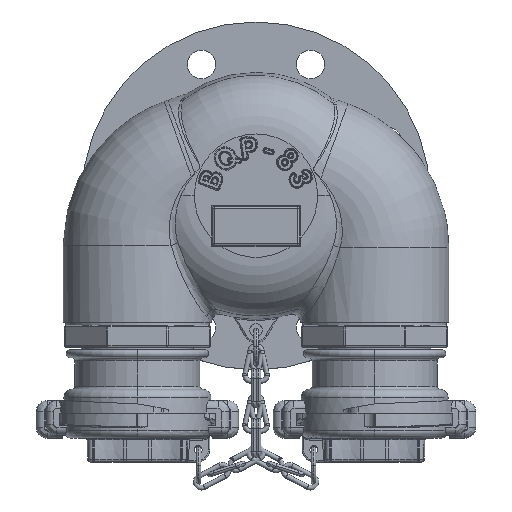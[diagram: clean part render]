
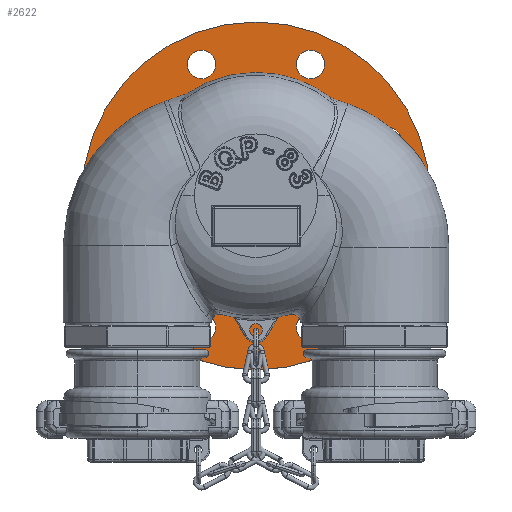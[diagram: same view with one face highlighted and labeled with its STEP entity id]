
A CAD part, top view. The second image highlights one B-rep face of the part: STEP entity #2622.
In plain terms, the highlighted planar face has unit normal (0, 0, 1).
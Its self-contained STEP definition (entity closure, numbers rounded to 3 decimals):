
#2622=ADVANCED_FACE('',(#4332,#4333,#4334,#4335,#4336,#4337,#4338,#4339,#4340,#4341),#4342,.T.);
#4332=FACE_BOUND('',#10338,.T.);
#4333=FACE_BOUND('',#10339,.T.);
#4334=FACE_BOUND('',#10340,.T.);
#4335=FACE_BOUND('',#10341,.T.);
#4336=FACE_BOUND('',#10342,.T.);
#4337=FACE_BOUND('',#10343,.T.);
#4338=FACE_BOUND('',#10344,.T.);
#4339=FACE_BOUND('',#10345,.T.);
#4340=FACE_BOUND('',#10346,.T.);
#4341=FACE_OUTER_BOUND('',#10347,.T.);
#4342=PLANE('',#10348);
#10338=EDGE_LOOP('',(#29233,#29234));
#10339=EDGE_LOOP('',(#29235,#29236));
#10340=EDGE_LOOP('',(#29237,#29238));
#10341=EDGE_LOOP('',(#29239,#29240));
#10342=EDGE_LOOP('',(#29241,#29242));
#10343=EDGE_LOOP('',(#29243,#29244));
#10344=EDGE_LOOP('',(#29245,#29246));
#10345=EDGE_LOOP('',(#29247,#29248));
#10346=EDGE_LOOP('',(#29249,#29250));
#10347=EDGE_LOOP('',(#29251,#29252));
#10348=AXIS2_PLACEMENT_3D('',#29253,#29254,#29255);
#29233=ORIENTED_EDGE('',*,*,#40156,.F.);
#29234=ORIENTED_EDGE('',*,*,#40157,.F.);
#29235=ORIENTED_EDGE('',*,*,#40158,.F.);
#29236=ORIENTED_EDGE('',*,*,#40159,.F.);
#29237=ORIENTED_EDGE('',*,*,#40160,.F.);
#29238=ORIENTED_EDGE('',*,*,#40161,.F.);
#29239=ORIENTED_EDGE('',*,*,#40162,.F.);
#29240=ORIENTED_EDGE('',*,*,#40163,.F.);
#29241=ORIENTED_EDGE('',*,*,#40164,.F.);
#29242=ORIENTED_EDGE('',*,*,#40165,.F.);
#29243=ORIENTED_EDGE('',*,*,#40166,.F.);
#29244=ORIENTED_EDGE('',*,*,#40167,.F.);
#29245=ORIENTED_EDGE('',*,*,#40168,.F.);
#29246=ORIENTED_EDGE('',*,*,#40169,.F.);
#29247=ORIENTED_EDGE('',*,*,#40170,.F.);
#29248=ORIENTED_EDGE('',*,*,#40171,.F.);
#29249=ORIENTED_EDGE('',*,*,#40172,.T.);
#29250=ORIENTED_EDGE('',*,*,#40173,.T.);
#29251=ORIENTED_EDGE('',*,*,#40174,.T.);
#29252=ORIENTED_EDGE('',*,*,#40155,.T.);
#29253=CARTESIAN_POINT('',(0.0,0.0,20.0));
#29254=DIRECTION('',(0.0,0.0,1.0));
#29255=DIRECTION('',(1.0,0.0,0.0));
#40155=EDGE_CURVE('',#44035,#44039,#44041,.T.);
#40156=EDGE_CURVE('',#44042,#44043,#44044,.T.);
#40157=EDGE_CURVE('',#44043,#44042,#44045,.T.);
#40158=EDGE_CURVE('',#44046,#44047,#44048,.T.);
#40159=EDGE_CURVE('',#44047,#44046,#44049,.T.);
#40160=EDGE_CURVE('',#44050,#44051,#44052,.T.);
#40161=EDGE_CURVE('',#44051,#44050,#44053,.T.);
#40162=EDGE_CURVE('',#44054,#44055,#44056,.T.);
#40163=EDGE_CURVE('',#44055,#44054,#44057,.T.);
#40164=EDGE_CURVE('',#44058,#44059,#44060,.T.);
#40165=EDGE_CURVE('',#44059,#44058,#44061,.T.);
#40166=EDGE_CURVE('',#44062,#44063,#44064,.T.);
#40167=EDGE_CURVE('',#44063,#44062,#44065,.T.);
#40168=EDGE_CURVE('',#44066,#44067,#44068,.T.);
#40169=EDGE_CURVE('',#44067,#44066,#44069,.T.);
#40170=EDGE_CURVE('',#44070,#44071,#44072,.T.);
#40171=EDGE_CURVE('',#44071,#44070,#44073,.T.);
#40172=EDGE_CURVE('',#44074,#44075,#44076,.T.);
#40173=EDGE_CURVE('',#44075,#44074,#44077,.T.);
#40174=EDGE_CURVE('',#44039,#44035,#44078,.T.);
#44035=VERTEX_POINT('',#52041);
#44039=VERTEX_POINT('',#52046);
#44041=CIRCLE('',#52049,110.0);
#44042=VERTEX_POINT('',#52050);
#44043=VERTEX_POINT('',#52051);
#44044=CIRCLE('',#52052,9.0);
#44045=CIRCLE('',#52053,9.0);
#44046=VERTEX_POINT('',#52054);
#44047=VERTEX_POINT('',#52055);
#44048=CIRCLE('',#52056,9.);
#44049=CIRCLE('',#52057,9.);
#44050=VERTEX_POINT('',#52058);
#44051=VERTEX_POINT('',#52059);
#44052=CIRCLE('',#52060,9.0);
#44053=CIRCLE('',#52061,9.0);
#44054=VERTEX_POINT('',#52062);
#44055=VERTEX_POINT('',#52063);
#44056=CIRCLE('',#52064,9.);
#44057=CIRCLE('',#52065,9.);
#44058=VERTEX_POINT('',#52066);
#44059=VERTEX_POINT('',#52067);
#44060=CIRCLE('',#52068,9.0);
#44061=CIRCLE('',#52069,9.0);
#44062=VERTEX_POINT('',#52070);
#44063=VERTEX_POINT('',#52071);
#44064=CIRCLE('',#52072,9.);
#44065=CIRCLE('',#52073,9.);
#44066=VERTEX_POINT('',#52074);
#44067=VERTEX_POINT('',#52075);
#44068=CIRCLE('',#52076,9.0);
#44069=CIRCLE('',#52077,9.0);
#44070=VERTEX_POINT('',#52078);
#44071=VERTEX_POINT('',#52079);
#44072=CIRCLE('',#52080,9.0);
#44073=CIRCLE('',#52081,9.0);
#44074=VERTEX_POINT('',#52082);
#44075=VERTEX_POINT('',#52083);
#44076=CIRCLE('',#52084,69.0);
#44077=CIRCLE('',#52085,69.0);
#44078=CIRCLE('',#52086,110.0);
#52041=CARTESIAN_POINT('',(-110.0,0.,20.0));
#52046=CARTESIAN_POINT('',(110.0,0.0,20.0));
#52049=AXIS2_PLACEMENT_3D('',#67099,#67100,#67101);
#52050=CARTESIAN_POINT('',(43.442,83.149,20.0));
#52051=CARTESIAN_POINT('',(25.442,83.149,20.0));
#52052=AXIS2_PLACEMENT_3D('',#67102,#67103,#67104);
#52053=AXIS2_PLACEMENT_3D('',#67105,#67106,#67107);
#52054=CARTESIAN_POINT('',(-28.078,89.513,20.0));
#52055=CARTESIAN_POINT('',(-40.805,76.785,20.0));
#52056=AXIS2_PLACEMENT_3D('',#67108,#67109,#67110);
#52057=AXIS2_PLACEMENT_3D('',#67111,#67112,#67113);
#52058=CARTESIAN_POINT('',(-83.149,43.442,20.0));
#52059=CARTESIAN_POINT('',(-83.149,25.442,20.0));
#52060=AXIS2_PLACEMENT_3D('',#67114,#67115,#67116);
#52061=AXIS2_PLACEMENT_3D('',#67117,#67118,#67119);
#52062=CARTESIAN_POINT('',(-89.513,-28.078,20.0));
#52063=CARTESIAN_POINT('',(-76.785,-40.805,20.0));
#52064=AXIS2_PLACEMENT_3D('',#67120,#67121,#67122);
#52065=AXIS2_PLACEMENT_3D('',#67123,#67124,#67125);
#52066=CARTESIAN_POINT('',(-43.442,-83.149,20.0));
#52067=CARTESIAN_POINT('',(-25.442,-83.149,20.0));
#52068=AXIS2_PLACEMENT_3D('',#67126,#67127,#67128);
#52069=AXIS2_PLACEMENT_3D('',#67129,#67130,#67131);
#52070=CARTESIAN_POINT('',(28.078,-89.513,20.0));
#52071=CARTESIAN_POINT('',(40.805,-76.785,20.0));
#52072=AXIS2_PLACEMENT_3D('',#67132,#67133,#67134);
#52073=AXIS2_PLACEMENT_3D('',#67135,#67136,#67137);
#52074=CARTESIAN_POINT('',(83.149,-43.442,20.0));
#52075=CARTESIAN_POINT('',(83.149,-25.442,20.0));
#52076=AXIS2_PLACEMENT_3D('',#67138,#67139,#67140);
#52077=AXIS2_PLACEMENT_3D('',#67141,#67142,#67143);
#52078=CARTESIAN_POINT('',(89.513,28.078,20.0));
#52079=CARTESIAN_POINT('',(76.785,40.805,20.0));
#52080=AXIS2_PLACEMENT_3D('',#67144,#67145,#67146);
#52081=AXIS2_PLACEMENT_3D('',#67147,#67148,#67149);
#52082=CARTESIAN_POINT('',(69.0,0.0,20.0));
#52083=CARTESIAN_POINT('',(-69.0,0.,20.0));
#52084=AXIS2_PLACEMENT_3D('',#67150,#67151,#67152);
#52085=AXIS2_PLACEMENT_3D('',#67153,#67154,#67155);
#52086=AXIS2_PLACEMENT_3D('',#67156,#67157,#67158);
#67099=CARTESIAN_POINT('',(0.0,0.0,20.0));
#67100=DIRECTION('',(0.0,0.0,1.0));
#67101=DIRECTION('',(1.0,0.0,0.0));
#67102=CARTESIAN_POINT('',(34.442,83.149,20.0));
#67103=DIRECTION('',(0.0,0.0,1.0));
#67104=DIRECTION('',(1.0,0.0,0.0));
#67105=CARTESIAN_POINT('',(34.442,83.149,20.0));
#67106=DIRECTION('',(0.0,0.0,1.0));
#67107=DIRECTION('',(1.0,0.0,0.0));
#67108=CARTESIAN_POINT('',(-34.442,83.149,20.0));
#67109=DIRECTION('',(0.0,-0.0,1.0));
#67110=DIRECTION('',(0.707,0.707,0.0));
#67111=CARTESIAN_POINT('',(-34.442,83.149,20.0));
#67112=DIRECTION('',(0.0,-0.0,1.0));
#67113=DIRECTION('',(0.707,0.707,0.0));
#67114=CARTESIAN_POINT('',(-83.149,34.442,20.0));
#67115=DIRECTION('',(0.0,-0.0,1.0));
#67116=DIRECTION('',(0.0,1.0,0.0));
#67117=CARTESIAN_POINT('',(-83.149,34.442,20.0));
#67118=DIRECTION('',(0.0,-0.0,1.0));
#67119=DIRECTION('',(0.0,1.0,0.0));
#67120=CARTESIAN_POINT('',(-83.149,-34.442,20.0));
#67121=DIRECTION('',(0.0,0.0,1.0));
#67122=DIRECTION('',(-0.707,0.707,0.0));
#67123=CARTESIAN_POINT('',(-83.149,-34.442,20.0));
#67124=DIRECTION('',(0.0,0.0,1.0));
#67125=DIRECTION('',(-0.707,0.707,0.0));
#67126=CARTESIAN_POINT('',(-34.442,-83.149,20.0));
#67127=DIRECTION('',(0.0,0.0,1.0));
#67128=DIRECTION('',(-1.0,0.0,0.0));
#67129=CARTESIAN_POINT('',(-34.442,-83.149,20.0));
#67130=DIRECTION('',(0.0,0.0,1.0));
#67131=DIRECTION('',(-1.0,0.0,0.0));
#67132=CARTESIAN_POINT('',(34.442,-83.149,20.0));
#67133=DIRECTION('',(0.0,0.0,1.0));
#67134=DIRECTION('',(-0.707,-0.707,0.0));
#67135=CARTESIAN_POINT('',(34.442,-83.149,20.0));
#67136=DIRECTION('',(0.0,0.0,1.0));
#67137=DIRECTION('',(-0.707,-0.707,0.0));
#67138=CARTESIAN_POINT('',(83.149,-34.442,20.0));
#67139=DIRECTION('',(0.0,0.0,1.0));
#67140=DIRECTION('',(0.0,-1.0,0.0));
#67141=CARTESIAN_POINT('',(83.149,-34.442,20.0));
#67142=DIRECTION('',(0.0,0.0,1.0));
#67143=DIRECTION('',(0.0,-1.0,0.0));
#67144=CARTESIAN_POINT('',(83.149,34.442,20.0));
#67145=DIRECTION('',(0.0,0.0,1.0));
#67146=DIRECTION('',(0.707,-0.707,0.0));
#67147=CARTESIAN_POINT('',(83.149,34.442,20.0));
#67148=DIRECTION('',(0.0,0.0,1.0));
#67149=DIRECTION('',(0.707,-0.707,0.0));
#67150=CARTESIAN_POINT('',(0.0,0.0,20.0));
#67151=DIRECTION('',(0.0,0.0,-1.0));
#67152=DIRECTION('',(1.0,0.0,0.0));
#67153=CARTESIAN_POINT('',(0.0,0.0,20.0));
#67154=DIRECTION('',(0.0,0.0,-1.0));
#67155=DIRECTION('',(1.0,0.0,0.0));
#67156=CARTESIAN_POINT('',(0.0,0.0,20.0));
#67157=DIRECTION('',(0.0,0.0,1.0));
#67158=DIRECTION('',(1.0,0.0,0.0));
